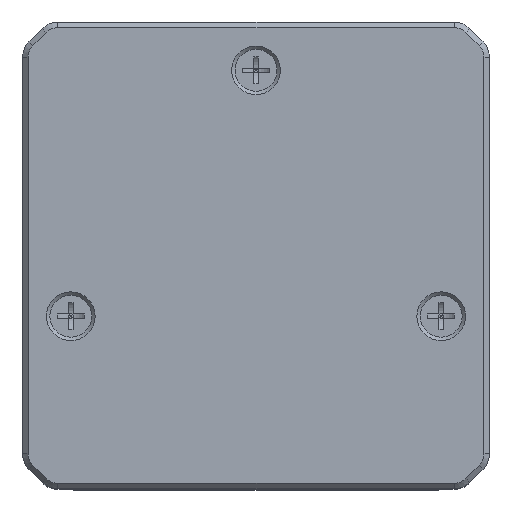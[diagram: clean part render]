
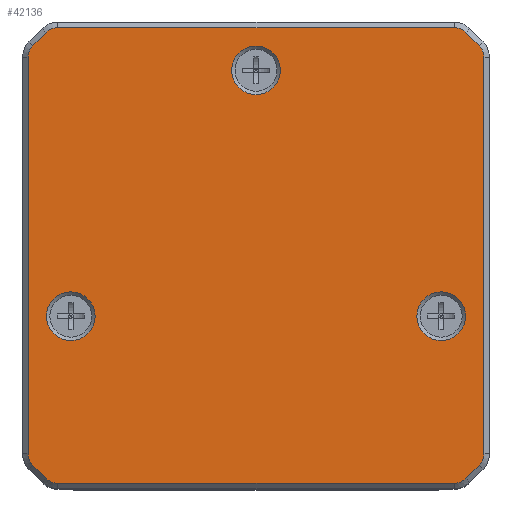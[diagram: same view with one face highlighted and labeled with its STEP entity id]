
A CAD part, top view. The second image highlights one B-rep face of the part: STEP entity #42136.
In plain terms, the highlighted planar face has unit normal (0, 0, 1).
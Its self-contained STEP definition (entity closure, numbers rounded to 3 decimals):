
#1107=FACE_BOUND('',#5766,.T.);
#1108=FACE_BOUND('',#5767,.T.);
#1109=FACE_BOUND('',#5768,.T.);
#1382=PLANE('',#45687);
#3153=FACE_OUTER_BOUND('',#5765,.T.);
#5765=EDGE_LOOP('',(#31696,#31697,#31698,#31699,#31700,#31701,#31702,#31703,
#31704,#31705,#31706,#31707,#31708,#31709,#31710,#31711));
#5766=EDGE_LOOP('',(#31712));
#5767=EDGE_LOOP('',(#31713));
#5768=EDGE_LOOP('',(#31714));
#8476=LINE('',#64890,#12719);
#8477=LINE('',#64894,#12720);
#8478=LINE('',#64898,#12721);
#8479=LINE('',#64902,#12722);
#8480=LINE('',#64906,#12723);
#8481=LINE('',#64910,#12724);
#8482=LINE('',#64914,#12725);
#8483=LINE('',#64918,#12726);
#12719=VECTOR('',#52432,10.);
#12720=VECTOR('',#52435,10.);
#12721=VECTOR('',#52438,10.);
#12722=VECTOR('',#52441,10.);
#12723=VECTOR('',#52444,10.);
#12724=VECTOR('',#52447,10.);
#12725=VECTOR('',#52450,10.);
#12726=VECTOR('',#52453,10.);
#17004=CIRCLE('',#45649,2.2);
#17006=CIRCLE('',#45652,2.2);
#17008=CIRCLE('',#45655,2.2);
#17032=CIRCLE('',#45688,1.5);
#17033=CIRCLE('',#45689,1.5);
#17034=CIRCLE('',#45690,1.5);
#17035=CIRCLE('',#45691,1.5);
#17036=CIRCLE('',#45692,1.5);
#17037=CIRCLE('',#45693,1.5);
#17038=CIRCLE('',#45694,1.5);
#17039=CIRCLE('',#45695,1.5);
#19163=VERTEX_POINT('',#64779);
#19165=VERTEX_POINT('',#64785);
#19167=VERTEX_POINT('',#64791);
#19205=VERTEX_POINT('',#64888);
#19206=VERTEX_POINT('',#64889);
#19207=VERTEX_POINT('',#64891);
#19208=VERTEX_POINT('',#64893);
#19209=VERTEX_POINT('',#64895);
#19210=VERTEX_POINT('',#64897);
#19211=VERTEX_POINT('',#64899);
#19212=VERTEX_POINT('',#64901);
#19213=VERTEX_POINT('',#64903);
#19214=VERTEX_POINT('',#64905);
#19215=VERTEX_POINT('',#64907);
#19216=VERTEX_POINT('',#64909);
#19217=VERTEX_POINT('',#64911);
#19218=VERTEX_POINT('',#64913);
#19219=VERTEX_POINT('',#64915);
#19220=VERTEX_POINT('',#64917);
#23734=EDGE_CURVE('',#19163,#19163,#17004,.T.);
#23737=EDGE_CURVE('',#19165,#19165,#17006,.T.);
#23740=EDGE_CURVE('',#19167,#19167,#17008,.T.);
#23790=EDGE_CURVE('',#19205,#19206,#8476,.T.);
#23791=EDGE_CURVE('',#19207,#19205,#17032,.T.);
#23792=EDGE_CURVE('',#19208,#19207,#8477,.T.);
#23793=EDGE_CURVE('',#19209,#19208,#17033,.T.);
#23794=EDGE_CURVE('',#19210,#19209,#8478,.T.);
#23795=EDGE_CURVE('',#19211,#19210,#17034,.T.);
#23796=EDGE_CURVE('',#19212,#19211,#8479,.T.);
#23797=EDGE_CURVE('',#19213,#19212,#17035,.T.);
#23798=EDGE_CURVE('',#19214,#19213,#8480,.T.);
#23799=EDGE_CURVE('',#19215,#19214,#17036,.T.);
#23800=EDGE_CURVE('',#19216,#19215,#8481,.T.);
#23801=EDGE_CURVE('',#19217,#19216,#17037,.T.);
#23802=EDGE_CURVE('',#19218,#19217,#8482,.T.);
#23803=EDGE_CURVE('',#19219,#19218,#17038,.T.);
#23804=EDGE_CURVE('',#19220,#19219,#8483,.T.);
#23805=EDGE_CURVE('',#19206,#19220,#17039,.T.);
#31696=ORIENTED_EDGE('',*,*,#23790,.F.);
#31697=ORIENTED_EDGE('',*,*,#23791,.F.);
#31698=ORIENTED_EDGE('',*,*,#23792,.F.);
#31699=ORIENTED_EDGE('',*,*,#23793,.F.);
#31700=ORIENTED_EDGE('',*,*,#23794,.F.);
#31701=ORIENTED_EDGE('',*,*,#23795,.F.);
#31702=ORIENTED_EDGE('',*,*,#23796,.F.);
#31703=ORIENTED_EDGE('',*,*,#23797,.F.);
#31704=ORIENTED_EDGE('',*,*,#23798,.F.);
#31705=ORIENTED_EDGE('',*,*,#23799,.F.);
#31706=ORIENTED_EDGE('',*,*,#23800,.F.);
#31707=ORIENTED_EDGE('',*,*,#23801,.F.);
#31708=ORIENTED_EDGE('',*,*,#23802,.F.);
#31709=ORIENTED_EDGE('',*,*,#23803,.F.);
#31710=ORIENTED_EDGE('',*,*,#23804,.F.);
#31711=ORIENTED_EDGE('',*,*,#23805,.F.);
#31712=ORIENTED_EDGE('',*,*,#23740,.T.);
#31713=ORIENTED_EDGE('',*,*,#23737,.T.);
#31714=ORIENTED_EDGE('',*,*,#23734,.T.);
#42136=ADVANCED_FACE('',(#3153,#1107,#1108,#1109),#1382,.T.);
#45649=AXIS2_PLACEMENT_3D('',#64780,#52326,#52327);
#45652=AXIS2_PLACEMENT_3D('',#64786,#52333,#52334);
#45655=AXIS2_PLACEMENT_3D('',#64792,#52340,#52341);
#45687=AXIS2_PLACEMENT_3D('',#64887,#52430,#52431);
#45688=AXIS2_PLACEMENT_3D('',#64892,#52433,#52434);
#45689=AXIS2_PLACEMENT_3D('',#64896,#52436,#52437);
#45690=AXIS2_PLACEMENT_3D('',#64900,#52439,#52440);
#45691=AXIS2_PLACEMENT_3D('',#64904,#52442,#52443);
#45692=AXIS2_PLACEMENT_3D('',#64908,#52445,#52446);
#45693=AXIS2_PLACEMENT_3D('',#64912,#52448,#52449);
#45694=AXIS2_PLACEMENT_3D('',#64916,#52451,#52452);
#45695=AXIS2_PLACEMENT_3D('',#64919,#52454,#52455);
#52326=DIRECTION('center_axis',(0.,0.,-1.));
#52327=DIRECTION('ref_axis',(1.,0.,0.));
#52333=DIRECTION('center_axis',(0.,0.,-1.));
#52334=DIRECTION('ref_axis',(1.,0.,0.));
#52340=DIRECTION('center_axis',(0.,0.,-1.));
#52341=DIRECTION('ref_axis',(1.,0.,0.));
#52430=DIRECTION('center_axis',(0.,0.,1.));
#52431=DIRECTION('ref_axis',(1.,0.,0.));
#52432=DIRECTION('',(-1.,0.,0.));
#52433=DIRECTION('center_axis',(0.,0.,-1.));
#52434=DIRECTION('ref_axis',(0.383,-0.924,0.));
#52435=DIRECTION('',(-0.707,-0.707,0.));
#52436=DIRECTION('center_axis',(0.,0.,-1.));
#52437=DIRECTION('ref_axis',(0.924,-0.383,0.));
#52438=DIRECTION('',(0.,-1.,0.));
#52439=DIRECTION('center_axis',(0.,0.,-1.));
#52440=DIRECTION('ref_axis',(0.924,0.383,0.));
#52441=DIRECTION('',(0.707,-0.707,0.));
#52442=DIRECTION('center_axis',(0.,0.,-1.));
#52443=DIRECTION('ref_axis',(0.383,0.924,0.));
#52444=DIRECTION('',(1.,0.,0.));
#52445=DIRECTION('center_axis',(0.,0.,-1.));
#52446=DIRECTION('ref_axis',(-0.383,0.924,0.));
#52447=DIRECTION('',(0.707,0.707,0.));
#52448=DIRECTION('center_axis',(0.,0.,-1.));
#52449=DIRECTION('ref_axis',(-0.924,0.383,0.));
#52450=DIRECTION('',(0.,1.,0.));
#52451=DIRECTION('center_axis',(0.,0.,-1.));
#52452=DIRECTION('ref_axis',(-0.924,-0.383,0.));
#52453=DIRECTION('',(-0.707,0.707,0.));
#52454=DIRECTION('center_axis',(0.,0.,-1.));
#52455=DIRECTION('ref_axis',(-0.383,-0.924,0.));
#64779=CARTESIAN_POINT('',(-23.675,-20.5,1107.65));
#64780=CARTESIAN_POINT('Origin',(-21.475,-20.5,1107.65));
#64785=CARTESIAN_POINT('',(9.875,-20.5,1107.65));
#64786=CARTESIAN_POINT('Origin',(12.075,-20.5,1107.65));
#64791=CARTESIAN_POINT('',(-6.9,1.775,1107.65));
#64792=CARTESIAN_POINT('Origin',(-4.7,1.775,1107.65));
#64887=CARTESIAN_POINT('Origin',(-4.7,-15.,1107.65));
#64888=CARTESIAN_POINT('',(13.236,-35.65,1107.65));
#64889=CARTESIAN_POINT('',(-22.636,-35.65,1107.65));
#64890=CARTESIAN_POINT('',(-12.754,-35.65,1107.65));
#64891=CARTESIAN_POINT('',(14.296,-35.211,1107.65));
#64892=CARTESIAN_POINT('Origin',(13.236,-34.15,1107.65));
#64893=CARTESIAN_POINT('',(15.511,-33.996,1107.65));
#64894=CARTESIAN_POINT('',(14.393,-35.114,1107.65));
#64895=CARTESIAN_POINT('',(15.95,-32.936,1107.65));
#64896=CARTESIAN_POINT('Origin',(14.45,-32.936,1107.65));
#64897=CARTESIAN_POINT('',(15.95,2.936,1107.65));
#64898=CARTESIAN_POINT('',(15.95,-23.054,1107.65));
#64899=CARTESIAN_POINT('',(15.511,3.996,1107.65));
#64900=CARTESIAN_POINT('Origin',(14.45,2.936,1107.65));
#64901=CARTESIAN_POINT('',(14.296,5.211,1107.65));
#64902=CARTESIAN_POINT('',(15.414,4.093,1107.65));
#64903=CARTESIAN_POINT('',(13.236,5.65,1107.65));
#64904=CARTESIAN_POINT('Origin',(13.236,4.15,1107.65));
#64905=CARTESIAN_POINT('',(-22.636,5.65,1107.65));
#64906=CARTESIAN_POINT('',(3.354,5.65,1107.65));
#64907=CARTESIAN_POINT('',(-23.696,5.211,1107.65));
#64908=CARTESIAN_POINT('Origin',(-22.636,4.15,1107.65));
#64909=CARTESIAN_POINT('',(-24.911,3.996,1107.65));
#64910=CARTESIAN_POINT('',(-23.793,5.114,1107.65));
#64911=CARTESIAN_POINT('',(-25.35,2.936,1107.65));
#64912=CARTESIAN_POINT('Origin',(-23.85,2.936,1107.65));
#64913=CARTESIAN_POINT('',(-25.35,-32.936,1107.65));
#64914=CARTESIAN_POINT('',(-25.35,-6.946,1107.65));
#64915=CARTESIAN_POINT('',(-24.911,-33.996,1107.65));
#64916=CARTESIAN_POINT('Origin',(-23.85,-32.936,1107.65));
#64917=CARTESIAN_POINT('',(-23.696,-35.211,1107.65));
#64918=CARTESIAN_POINT('',(-24.814,-34.093,1107.65));
#64919=CARTESIAN_POINT('Origin',(-22.636,-34.15,1107.65));
